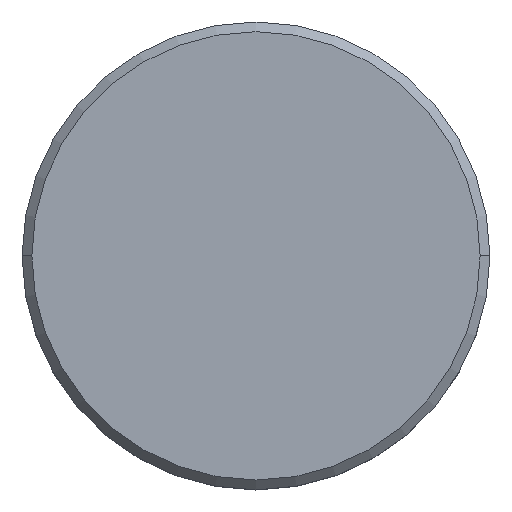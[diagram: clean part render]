
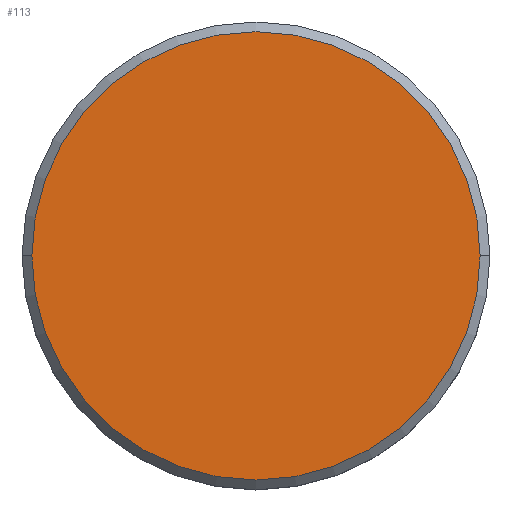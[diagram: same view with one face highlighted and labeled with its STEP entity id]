
A CAD part, top view. The second image highlights one B-rep face of the part: STEP entity #113.
In plain terms, the highlighted planar face has unit normal (0, 0, 1).
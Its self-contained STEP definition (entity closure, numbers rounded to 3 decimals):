
#40 = DIRECTION ( 'NONE',  ( 0., 0., 1. ) ) ;
#47 = CARTESIAN_POINT ( 'NONE',  ( 0., 0., 0. ) ) ;
#52 = DIRECTION ( 'NONE',  ( 1., 0., 0. ) ) ;
#54 = DIRECTION ( 'NONE',  ( 0., 0., 1. ) ) ;
#56 = EDGE_LOOP ( 'NONE', ( #62, #247 ) ) ;
#62 = ORIENTED_EDGE ( 'NONE', *, *, #471, .T. ) ;
#74 = EDGE_CURVE ( 'NONE', #519, #545, #478, .T. ) ;
#87 = CARTESIAN_POINT ( 'NONE',  ( 0., 0., 0. ) ) ;
#99 = FACE_OUTER_BOUND ( 'NONE', #56, .T. ) ;
#113 = ADVANCED_FACE ( 'NONE', ( #99 ), #524, .T. ) ;
#128 = DIRECTION ( 'NONE',  ( 0., 0., 1. ) ) ;
#147 = DIRECTION ( 'NONE',  ( 1., 0., 0. ) ) ;
#167 = CARTESIAN_POINT ( 'NONE',  ( -11.5, 0., 0. ) ) ;
#203 = CIRCLE ( 'NONE', #284, 11.5 ) ;
#235 = DIRECTION ( 'NONE',  ( 1., 0., 0. ) ) ;
#247 = ORIENTED_EDGE ( 'NONE', *, *, #74, .T. ) ;
#250 = AXIS2_PLACEMENT_3D ( 'NONE', #47, #54, #235 ) ;
#284 = AXIS2_PLACEMENT_3D ( 'NONE', #87, #40, #52 ) ;
#393 = AXIS2_PLACEMENT_3D ( 'NONE', #460, #128, #147 ) ;
#460 = CARTESIAN_POINT ( 'NONE',  ( 0., 0., 0. ) ) ;
#471 = EDGE_CURVE ( 'NONE', #545, #519, #203, .T. ) ;
#478 = CIRCLE ( 'NONE', #393, 11.5 ) ;
#518 = CARTESIAN_POINT ( 'NONE',  ( 11.5, 0., 0. ) ) ;
#519 = VERTEX_POINT ( 'NONE', #518 ) ;
#524 = PLANE ( 'NONE',  #250 ) ;
#545 = VERTEX_POINT ( 'NONE', #167 ) ;
